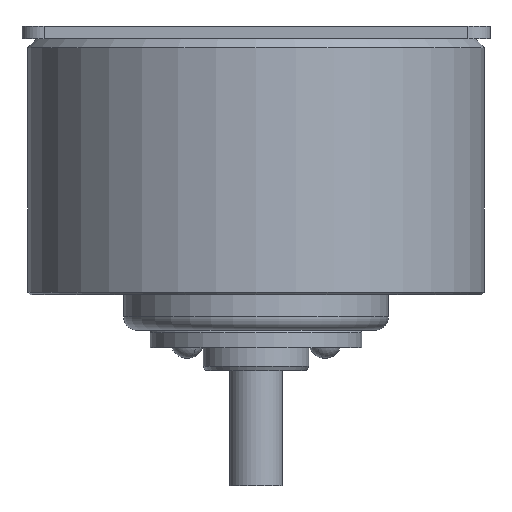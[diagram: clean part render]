
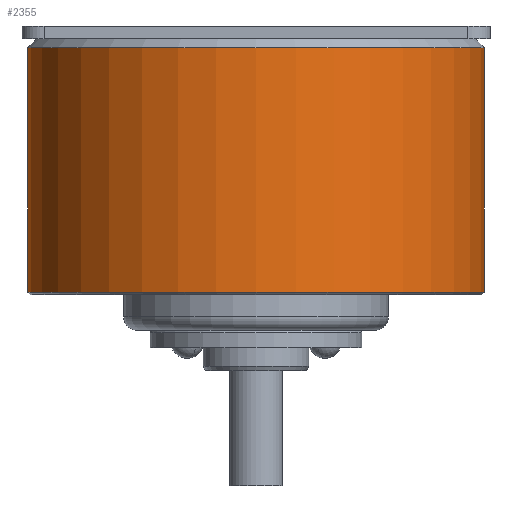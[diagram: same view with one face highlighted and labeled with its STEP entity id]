
A CAD part, front view. The second image highlights one B-rep face of the part: STEP entity #2355.
In plain terms, the highlighted cylindrical face has radius 25.85 mm (diameter 51.7 mm), a partial arc.
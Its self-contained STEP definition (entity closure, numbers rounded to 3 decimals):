
#166 = DIRECTION ( 'NONE',  ( 0., 0., 1. ) ) ;
#173 = CARTESIAN_POINT ( 'NONE',  ( -25.85, 0., -1. ) ) ;
#265 = AXIS2_PLACEMENT_3D ( 'NONE', #5692, #4742, #2632 ) ;
#638 = DIRECTION ( 'NONE',  ( 1., 0., 0. ) ) ;
#803 = VERTEX_POINT ( 'NONE', #6623 ) ;
#1022 = AXIS2_PLACEMENT_3D ( 'NONE', #6757, #6060, #638 ) ;
#1106 = CIRCLE ( 'NONE', #1022, 25.85 ) ;
#1621 = EDGE_CURVE ( 'NONE', #803, #4651, #1106, .T. ) ;
#1716 = DIRECTION ( 'NONE',  ( 0., 0., 1. ) ) ;
#1905 = DIRECTION ( 'NONE',  ( 0., 0., 1. ) ) ;
#1952 = CARTESIAN_POINT ( 'NONE',  ( -25.85, 0., -29. ) ) ;
#2355 = ADVANCED_FACE ( 'NONE', ( #6361 ), #6270, .T. ) ;
#2489 = CARTESIAN_POINT ( 'NONE',  ( 25.85, 0., -29. ) ) ;
#2632 = DIRECTION ( 'NONE',  ( 1., 0., 0. ) ) ;
#2659 = CARTESIAN_POINT ( 'NONE',  ( 25.85, 0., -28.7 ) ) ;
#2710 = VERTEX_POINT ( 'NONE', #2659 ) ;
#2820 = ORIENTED_EDGE ( 'NONE', *, *, #1621, .T. ) ;
#2856 = EDGE_CURVE ( 'NONE', #4387, #4651, #6936, .T. ) ;
#3034 = CARTESIAN_POINT ( 'NONE',  ( 0., 0., -29. ) ) ;
#3267 = AXIS2_PLACEMENT_3D ( 'NONE', #3034, #1716, #6419 ) ;
#3547 = EDGE_LOOP ( 'NONE', ( #3814, #7199, #3667, #2820 ) ) ;
#3589 = VECTOR ( 'NONE', #1905, 1000. ) ;
#3667 = ORIENTED_EDGE ( 'NONE', *, *, #4397, .T. ) ;
#3814 = ORIENTED_EDGE ( 'NONE', *, *, #2856, .F. ) ;
#3946 = LINE ( 'NONE', #2489, #3589 ) ;
#4387 = VERTEX_POINT ( 'NONE', #6357 ) ;
#4397 = EDGE_CURVE ( 'NONE', #2710, #803, #3946, .T. ) ;
#4651 = VERTEX_POINT ( 'NONE', #173 ) ;
#4742 = DIRECTION ( 'NONE',  ( 0., 0., 1. ) ) ;
#5461 = EDGE_CURVE ( 'NONE', #4387, #2710, #6455, .T. ) ;
#5692 = CARTESIAN_POINT ( 'NONE',  ( 0., 0., -28.7 ) ) ;
#5967 = VECTOR ( 'NONE', #166, 1000. ) ;
#6060 = DIRECTION ( 'NONE',  ( 0., 0., -1. ) ) ;
#6270 = CYLINDRICAL_SURFACE ( 'NONE', #3267, 25.85 ) ;
#6357 = CARTESIAN_POINT ( 'NONE',  ( -25.85, 0., -28.7 ) ) ;
#6361 = FACE_OUTER_BOUND ( 'NONE', #3547, .T. ) ;
#6419 = DIRECTION ( 'NONE',  ( 1., 0., 0. ) ) ;
#6455 = CIRCLE ( 'NONE', #265, 25.85 ) ;
#6623 = CARTESIAN_POINT ( 'NONE',  ( 25.85, 0., -1. ) ) ;
#6757 = CARTESIAN_POINT ( 'NONE',  ( 0., 0., -1. ) ) ;
#6936 = LINE ( 'NONE', #1952, #5967 ) ;
#7199 = ORIENTED_EDGE ( 'NONE', *, *, #5461, .T. ) ;
